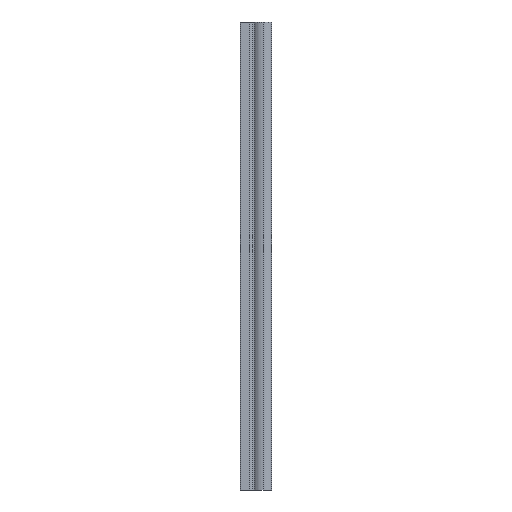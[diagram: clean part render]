
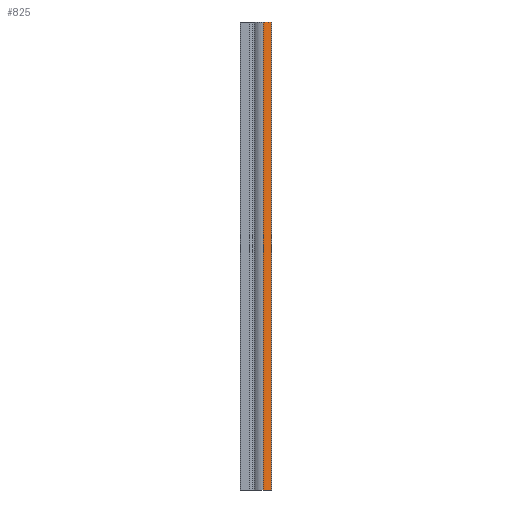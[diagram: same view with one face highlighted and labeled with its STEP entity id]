
A CAD part, left-side view. The second image highlights one B-rep face of the part: STEP entity #825.
In plain terms, the highlighted cylindrical face has radius 11.6 mm (diameter 23.2 mm), a partial arc.
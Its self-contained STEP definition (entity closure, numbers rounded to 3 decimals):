
#3 = CARTESIAN_POINT ( 'NONE',  ( 25., -6., 0. ) ) ;
#19 = DIRECTION ( 'NONE',  ( 0., 0., -1. ) ) ;
#23 = CARTESIAN_POINT ( 'NONE',  ( 13.4, -6., 0. ) ) ;
#81 = DIRECTION ( 'NONE',  ( -1., 0., 0. ) ) ;
#94 = VERTEX_POINT ( 'NONE', #1018 ) ;
#103 = ORIENTED_EDGE ( 'NONE', *, *, #1071, .T. ) ;
#139 = CARTESIAN_POINT ( 'NONE',  ( 17.467, -14.821, 500. ) ) ;
#148 = VERTEX_POINT ( 'NONE', #627 ) ;
#151 = ORIENTED_EDGE ( 'NONE', *, *, #330, .T. ) ;
#182 = CARTESIAN_POINT ( 'NONE',  ( 25., -6., 500. ) ) ;
#206 = ORIENTED_EDGE ( 'NONE', *, *, #981, .T. ) ;
#330 = EDGE_CURVE ( 'NONE', #148, #927, #681, .T. ) ;
#342 = LINE ( 'NONE', #837, #386 ) ;
#386 = VECTOR ( 'NONE', #594, 1000. ) ;
#430 = CARTESIAN_POINT ( 'NONE',  ( 13.4, -6., 0. ) ) ;
#432 = AXIS2_PLACEMENT_3D ( 'NONE', #3, #584, #81 ) ;
#434 = DIRECTION ( 'NONE',  ( -1., 0., 0. ) ) ;
#500 = ORIENTED_EDGE ( 'NONE', *, *, #918, .T. ) ;
#510 = VERTEX_POINT ( 'NONE', #139 ) ;
#524 = CIRCLE ( 'NONE', #612, 11.6 ) ;
#526 = DIRECTION ( 'NONE',  ( -1., 0., 0. ) ) ;
#584 = DIRECTION ( 'NONE',  ( 0., 0., -1. ) ) ;
#594 = DIRECTION ( 'NONE',  ( 0., 0., 1. ) ) ;
#612 = AXIS2_PLACEMENT_3D ( 'NONE', #849, #934, #526 ) ;
#616 = FACE_OUTER_BOUND ( 'NONE', #789, .T. ) ;
#627 = CARTESIAN_POINT ( 'NONE',  ( 13.4, -6., 500. ) ) ;
#666 = CYLINDRICAL_SURFACE ( 'NONE', #432, 11.6 ) ;
#681 = LINE ( 'NONE', #430, #788 ) ;
#788 = VECTOR ( 'NONE', #910, 1000. ) ;
#789 = EDGE_LOOP ( 'NONE', ( #206, #151, #103, #500 ) ) ;
#825 = ADVANCED_FACE ( 'NONE', ( #616 ), #666, .T. ) ;
#837 = CARTESIAN_POINT ( 'NONE',  ( 17.467, -14.821, 0. ) ) ;
#849 = CARTESIAN_POINT ( 'NONE',  ( 25., -6., 0. ) ) ;
#877 = AXIS2_PLACEMENT_3D ( 'NONE', #182, #19, #434 ) ;
#910 = DIRECTION ( 'NONE',  ( 0., 0., -1. ) ) ;
#911 = CIRCLE ( 'NONE', #877, 11.6 ) ;
#918 = EDGE_CURVE ( 'NONE', #94, #510, #342, .T. ) ;
#927 = VERTEX_POINT ( 'NONE', #23 ) ;
#934 = DIRECTION ( 'NONE',  ( 0., 0., 1. ) ) ;
#981 = EDGE_CURVE ( 'NONE', #510, #148, #911, .T. ) ;
#1018 = CARTESIAN_POINT ( 'NONE',  ( 17.467, -14.821, 0. ) ) ;
#1071 = EDGE_CURVE ( 'NONE', #927, #94, #524, .T. ) ;
